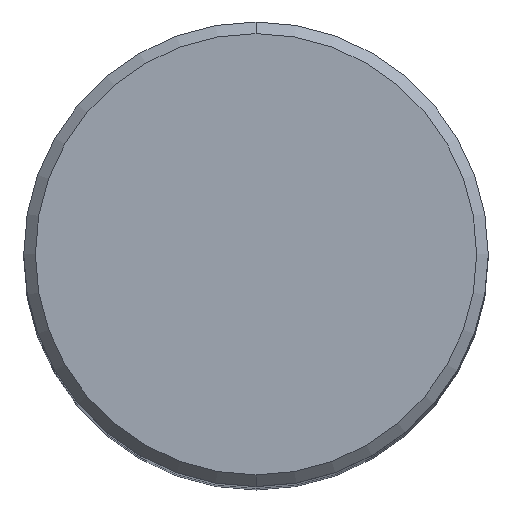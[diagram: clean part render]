
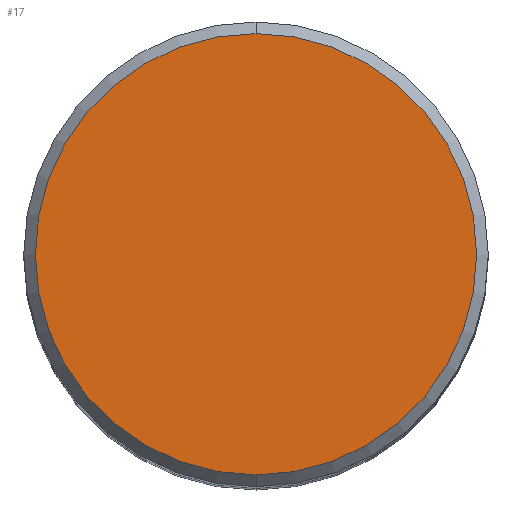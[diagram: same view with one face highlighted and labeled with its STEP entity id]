
A CAD part, top view. The second image highlights one B-rep face of the part: STEP entity #17.
In plain terms, the highlighted planar face has unit normal (0, 0, 1).
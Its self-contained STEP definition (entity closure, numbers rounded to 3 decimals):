
#17 = ADVANCED_FACE('',(#18),#33,.T.);
#18 = FACE_BOUND('',#19,.F.);
#19 = EDGE_LOOP('',(#20,#60));
#20 = ORIENTED_EDGE('',*,*,#21,.T.);
#21 = EDGE_CURVE('',#22,#24,#26,.T.);
#22 = VERTEX_POINT('',#23);
#23 = CARTESIAN_POINT('',(1568.,-90.499,-437.555));
#24 = VERTEX_POINT('',#25);
#25 = CARTESIAN_POINT('',(1568.,-109.501,-437.555));
#26 = SURFACE_CURVE('',#27,(#32,#48),.PCURVE_S1.);
#27 = CIRCLE('',#28,9.501);
#28 = AXIS2_PLACEMENT_3D('',#29,#30,#31);
#29 = CARTESIAN_POINT('',(1568.,-100.,-437.555));
#30 = DIRECTION('',(0.,0.,-1.));
#31 = DIRECTION('',(0.,1.,0.));
#32 = PCURVE('',#33,#38);
#33 = PLANE('',#34);
#34 = AXIS2_PLACEMENT_3D('',#35,#36,#37);
#35 = CARTESIAN_POINT('',(1568.,-100.,-437.555));
#36 = DIRECTION('',(0.,0.,1.));
#37 = DIRECTION('',(0.,-1.,0.));
#38 = DEFINITIONAL_REPRESENTATION('',(#39),#47);
#39 = ( BOUNDED_CURVE() B_SPLINE_CURVE(2,(#40,#41,#42,#43,#44,#45,#46),
.UNSPECIFIED.,.T.,.F.) B_SPLINE_CURVE_WITH_KNOTS((1,2,2,2,2,1),(
    -2.094,0.,2.094,4.189,6.283,
8.378),.UNSPECIFIED.) CURVE() GEOMETRIC_REPRESENTATION_ITEM() 
RATIONAL_B_SPLINE_CURVE((1.,0.5,1.,0.5,1.,0.5,1.)) REPRESENTATION_ITEM(
  '') );
#40 = CARTESIAN_POINT('',(-9.501,0.));
#41 = CARTESIAN_POINT('',(-9.501,16.456));
#42 = CARTESIAN_POINT('',(4.751,8.228));
#43 = CARTESIAN_POINT('',(19.002,0.));
#44 = CARTESIAN_POINT('',(4.751,-8.228));
#45 = CARTESIAN_POINT('',(-9.501,-16.456));
#46 = CARTESIAN_POINT('',(-9.501,0.));
#47 = ( GEOMETRIC_REPRESENTATION_CONTEXT(2) 
PARAMETRIC_REPRESENTATION_CONTEXT() REPRESENTATION_CONTEXT('2D SPACE',''
  ) );
#48 = PCURVE('',#49,#54);
#49 = CONICAL_SURFACE('',#50,9.751,0.785);
#50 = AXIS2_PLACEMENT_3D('',#51,#52,#53);
#51 = CARTESIAN_POINT('',(1568.,-100.,-437.805));
#52 = DIRECTION('',(0.,0.,-1.));
#53 = DIRECTION('',(0.,-1.,0.));
#54 = DEFINITIONAL_REPRESENTATION('',(#55),#59);
#55 = LINE('',#56,#57);
#56 = CARTESIAN_POINT('',(3.142,-0.25));
#57 = VECTOR('',#58,1.);
#58 = DIRECTION('',(1.,0.));
#59 = ( GEOMETRIC_REPRESENTATION_CONTEXT(2) 
PARAMETRIC_REPRESENTATION_CONTEXT() REPRESENTATION_CONTEXT('2D SPACE',''
  ) );
#60 = ORIENTED_EDGE('',*,*,#61,.T.);
#61 = EDGE_CURVE('',#24,#22,#62,.T.);
#62 = SURFACE_CURVE('',#63,(#68,#79),.PCURVE_S1.);
#63 = CIRCLE('',#64,9.501);
#64 = AXIS2_PLACEMENT_3D('',#65,#66,#67);
#65 = CARTESIAN_POINT('',(1568.,-100.,-437.555));
#66 = DIRECTION('',(-0.,-0.,-1.));
#67 = DIRECTION('',(0.,-1.,0.));
#68 = PCURVE('',#33,#69);
#69 = DEFINITIONAL_REPRESENTATION('',(#70),#78);
#70 = ( BOUNDED_CURVE() B_SPLINE_CURVE(2,(#71,#72,#73,#74,#75,#76,#77),
.UNSPECIFIED.,.T.,.F.) B_SPLINE_CURVE_WITH_KNOTS((1,2,2,2,2,1),(
    -2.094,0.,2.094,4.189,6.283,
8.378),.UNSPECIFIED.) CURVE() GEOMETRIC_REPRESENTATION_ITEM() 
RATIONAL_B_SPLINE_CURVE((1.,0.5,1.,0.5,1.,0.5,1.)) REPRESENTATION_ITEM(
  '') );
#71 = CARTESIAN_POINT('',(9.501,0.));
#72 = CARTESIAN_POINT('',(9.501,-16.456));
#73 = CARTESIAN_POINT('',(-4.751,-8.228));
#74 = CARTESIAN_POINT('',(-19.002,0.));
#75 = CARTESIAN_POINT('',(-4.751,8.228));
#76 = CARTESIAN_POINT('',(9.501,16.456));
#77 = CARTESIAN_POINT('',(9.501,0.));
#78 = ( GEOMETRIC_REPRESENTATION_CONTEXT(2) 
PARAMETRIC_REPRESENTATION_CONTEXT() REPRESENTATION_CONTEXT('2D SPACE',''
  ) );
#79 = PCURVE('',#80,#85);
#80 = CONICAL_SURFACE('',#81,9.751,0.785);
#81 = AXIS2_PLACEMENT_3D('',#82,#83,#84);
#82 = CARTESIAN_POINT('',(1568.,-100.,-437.805));
#83 = DIRECTION('',(0.,0.,-1.));
#84 = DIRECTION('',(0.,-1.,0.));
#85 = DEFINITIONAL_REPRESENTATION('',(#86),#90);
#86 = LINE('',#87,#88);
#87 = CARTESIAN_POINT('',(0.,-0.25));
#88 = VECTOR('',#89,1.);
#89 = DIRECTION('',(1.,0.));
#90 = ( GEOMETRIC_REPRESENTATION_CONTEXT(2) 
PARAMETRIC_REPRESENTATION_CONTEXT() REPRESENTATION_CONTEXT('2D SPACE',''
  ) );
